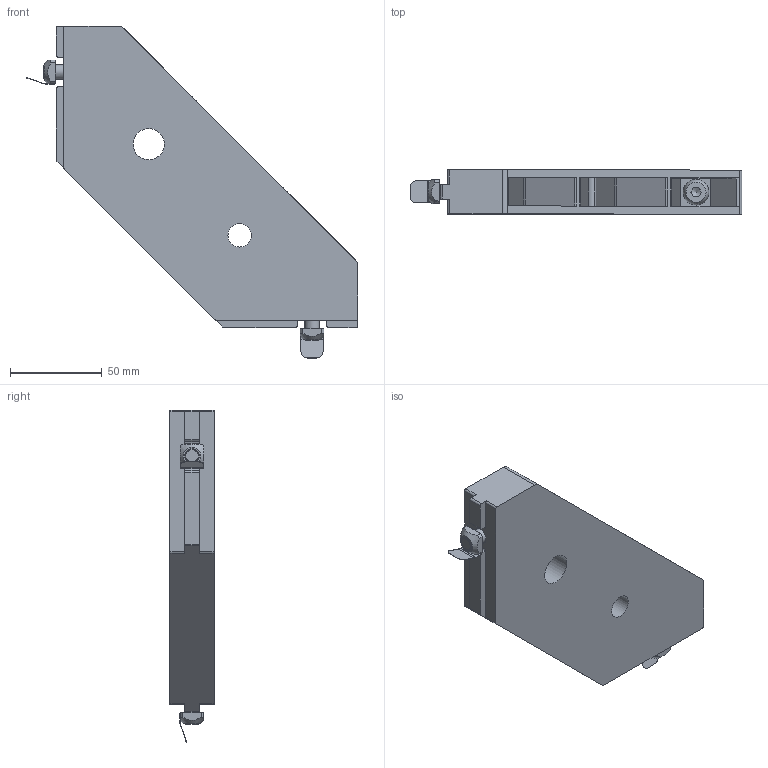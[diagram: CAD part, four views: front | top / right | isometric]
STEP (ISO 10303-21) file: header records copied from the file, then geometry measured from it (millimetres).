
FILE_DESCRIPTION(('STEP AP203'),'1');
FILE_NAME('BASE08N1093.stp','2023-10-23T09:50:40',(' '),(' '),'Spatial InterOp 3D',' ',' ');
FILE_SCHEMA(('CONFIG_CONTROL_DESIGN'));
Length unit declared in the file: millimetre
Products named in the file (7): Kit de fixation - EcrouForceVsLigne; Vis BHC - M8x30; Ecrou carré languette 8 45 M8; Kit plaque renfort de fixation au sol 8; Plaque renfort de fixation au sol 8
Assembly tree (7 placements, depth 4):
  Kit plaque renfort de fixation au sol 8
    Kit de fixation - EcrouForceVsLigne  x2
      Vis BHC - M8x30
      Ecrou carré languette 8 45 M8
        Ecrou carré languette 8 45 M8
        Ecrou carré languette 8 45 M8
    Plaque renfort de fixation au sol 8
Bounding box: 180.55 x 24 x 180.55 mm (x, y, z)
Volume: 204945.9 mm3; surface area: 71726.2 mm2
Topology: 7 solids, 7 shells, 229 faces, 590 edges, 364 vertices
Faces by surface type: plane 99, cylinder 94, sphere 18, torus 12, cone 6
Full cylindrical faces by diameter (mm): 6.8 x2, 8 x4, 9 x2, 12.8 x1, 17 x1
Entity records: 6078 total; most frequent: CARTESIAN_POINT 1029, DIRECTION 896, ORIENTED_EDGE 830, EDGE_CURVE 415, AXIS2_PLACEMENT_3D 325, VERTEX_POINT 276, LINE 246, VECTOR 246
